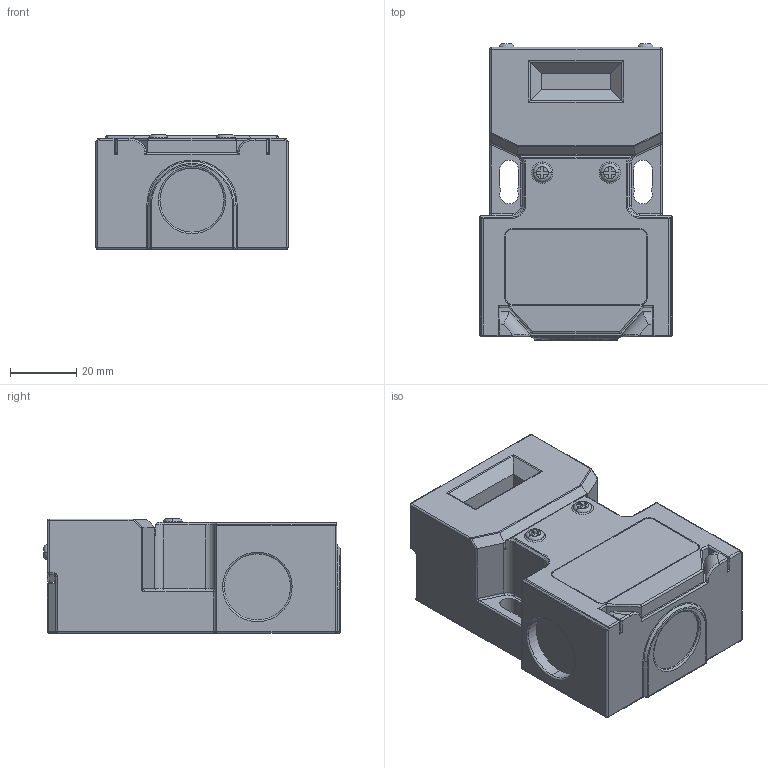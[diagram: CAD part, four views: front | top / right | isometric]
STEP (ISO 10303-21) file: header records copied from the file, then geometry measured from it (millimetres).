
FILE_DESCRIPTION (( 'STEP AP214' ), '1' );
FILE_NAME ('K-15-207002.STEP', '2014-06-19T15:39:47', ( '' ), ( '' ), 'SwSTEP 2.0', 'SolidWorks 2013', '' );
FILE_SCHEMA (( 'AUTOMOTIVE_DESIGN' ));
Length unit declared in the file: millimetre
Products named in the file (1): K-15-207002
Bounding box: 58 x 89.5 x 34.6 mm (x, y, z)
Volume: 143347.4 mm3; surface area: 23178.5 mm2
Topology: 1 solids, 1 shells, 376 faces, 942 edges, 556 vertices
Faces by surface type: plane 166, cylinder 137, torus 40, sphere 22, bspline 6, cone 5
Entity records: 14309 total; most frequent: CARTESIAN_POINT 2499, ORIENTED_EDGE 1844, DIRECTION 1828, EDGE_CURVE 922, AXIS2_PLACEMENT_3D 659, VERTEX_POINT 556, LINE 510, VECTOR 510
